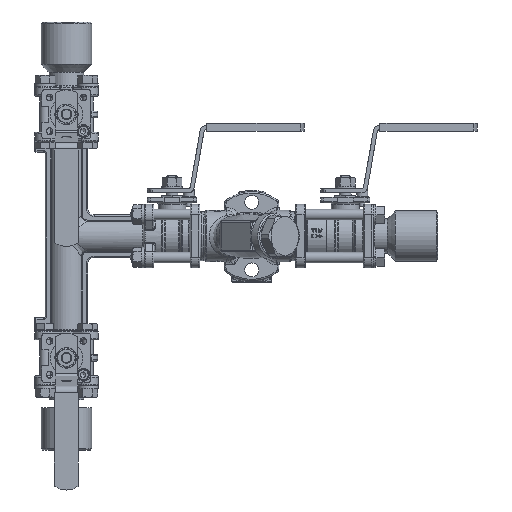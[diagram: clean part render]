
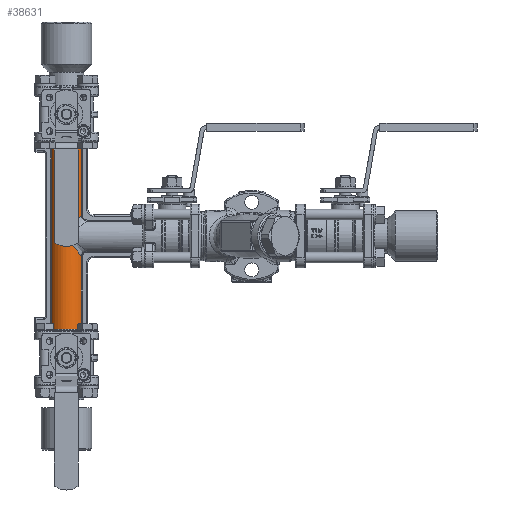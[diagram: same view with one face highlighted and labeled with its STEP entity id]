
A CAD part, front view. The second image highlights one B-rep face of the part: STEP entity #38631.
In plain terms, the highlighted cylindrical face has radius 13 mm (diameter 26 mm), a partial arc.
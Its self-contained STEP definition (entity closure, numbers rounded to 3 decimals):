
#824=ELLIPSE('',#41506,22.204,13.);
#825=ELLIPSE('',#41507,22.204,13.);
#1938=CYLINDRICAL_SURFACE('',#41504,13.);
#3788=FACE_OUTER_BOUND('',#6199,.T.);
#6199=EDGE_LOOP('',(#26866,#26867,#26868,#26869,#26870,#26871,#26872));
#8973=CIRCLE('',#41502,13.);
#8975=CIRCLE('',#41505,13.);
#11567=LINE('',#61549,#13775);
#11569=LINE('',#61614,#13777);
#11570=LINE('',#61619,#13778);
#13775=VECTOR('',#47252,10.);
#13777=VECTOR('',#47282,10.);
#13778=VECTOR('',#47287,10.);
#16261=VERTEX_POINT('',#61543);
#16263=VERTEX_POINT('',#61547);
#16267=VERTEX_POINT('',#61607);
#16268=VERTEX_POINT('',#61611);
#16269=VERTEX_POINT('',#61613);
#16270=VERTEX_POINT('',#61615);
#16271=VERTEX_POINT('',#61617);
#20277=EDGE_CURVE('',#16263,#16261,#11567,.T.);
#20286=EDGE_CURVE('',#16261,#16267,#8973,.T.);
#20288=EDGE_CURVE('',#16268,#16263,#8975,.T.);
#20289=EDGE_CURVE('',#16269,#16268,#11569,.T.);
#20290=EDGE_CURVE('',#16270,#16269,#824,.T.);
#20291=EDGE_CURVE('',#16271,#16270,#825,.T.);
#20292=EDGE_CURVE('',#16267,#16271,#11570,.T.);
#26866=ORIENTED_EDGE('',*,*,#20277,.F.);
#26867=ORIENTED_EDGE('',*,*,#20288,.F.);
#26868=ORIENTED_EDGE('',*,*,#20289,.F.);
#26869=ORIENTED_EDGE('',*,*,#20290,.F.);
#26870=ORIENTED_EDGE('',*,*,#20291,.F.);
#26871=ORIENTED_EDGE('',*,*,#20292,.F.);
#26872=ORIENTED_EDGE('',*,*,#20286,.F.);
#38631=ADVANCED_FACE('',(#3788),#1938,.T.);
#41502=AXIS2_PLACEMENT_3D('',#61608,#47274,#47275);
#41504=AXIS2_PLACEMENT_3D('',#61610,#47278,#47279);
#41505=AXIS2_PLACEMENT_3D('',#61612,#47280,#47281);
#41506=AXIS2_PLACEMENT_3D('',#61616,#47283,#47284);
#41507=AXIS2_PLACEMENT_3D('',#61618,#47285,#47286);
#47252=DIRECTION('',(0.,0.,1.));
#47274=DIRECTION('center_axis',(0.,0.,
1.));
#47275=DIRECTION('ref_axis',(1.,0.,0.));
#47278=DIRECTION('center_axis',(0.,0.,
-1.));
#47279=DIRECTION('ref_axis',(-1.,0.,0.));
#47280=DIRECTION('center_axis',(0.,0.,
-1.));
#47281=DIRECTION('ref_axis',(1.,0.,0.));
#47282=DIRECTION('',(0.,0.,-1.));
#47283=DIRECTION('center_axis',(0.811,0.,
0.585));
#47284=DIRECTION('ref_axis',(0.585,0.,-0.811));
#47285=DIRECTION('center_axis',(0.811,0.,
-0.585));
#47286=DIRECTION('ref_axis',(0.585,0.,0.811));
#47287=DIRECTION('',(0.,0.,-1.));
#61543=CARTESIAN_POINT('',(-165.093,22.663,70.5));
#61547=CARTESIAN_POINT('',(-165.093,22.663,-70.));
#61549=CARTESIAN_POINT('',(-165.093,22.663,71.5));
#61607=CARTESIAN_POINT('',(-142.577,22.663,70.5));
#61608=CARTESIAN_POINT('Origin',(-153.835,29.163,70.5));
#61610=CARTESIAN_POINT('Origin',(-153.835,29.163,71.5));
#61611=CARTESIAN_POINT('',(-142.577,22.663,-70.));
#61612=CARTESIAN_POINT('Origin',(-153.835,29.163,-70.));
#61613=CARTESIAN_POINT('',(-142.577,22.663,-15.338));
#61614=CARTESIAN_POINT('',(-142.577,22.663,71.5));
#61615=CARTESIAN_POINT('',(-153.835,16.163,0.25));
#61616=CARTESIAN_POINT('Origin',(-153.835,29.163,0.25));
#61617=CARTESIAN_POINT('',(-142.577,22.663,15.838));
#61618=CARTESIAN_POINT('Origin',(-153.835,29.163,0.25));
#61619=CARTESIAN_POINT('',(-142.577,22.663,71.5));
